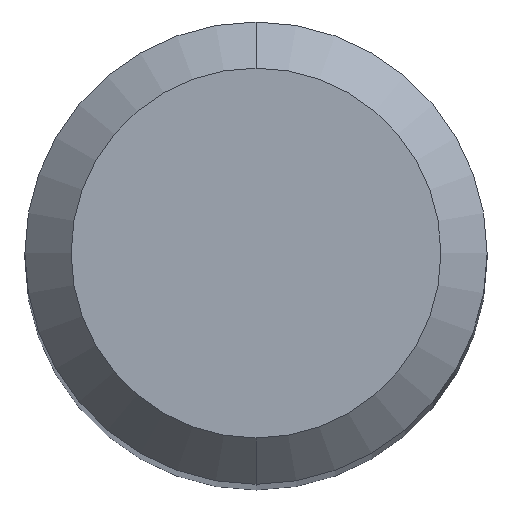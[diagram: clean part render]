
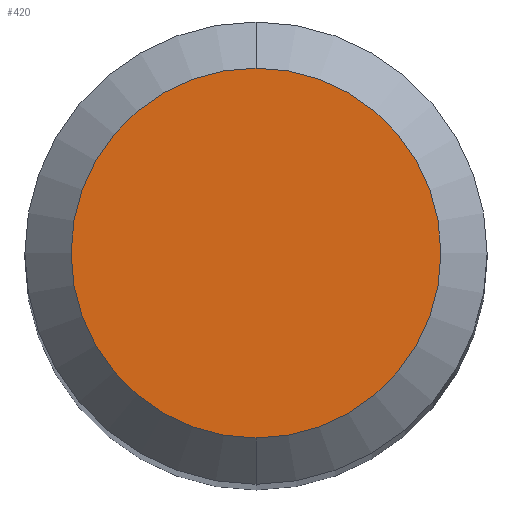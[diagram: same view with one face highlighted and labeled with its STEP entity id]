
A CAD part, top view. The second image highlights one B-rep face of the part: STEP entity #420.
In plain terms, the highlighted planar face has unit normal (0, 0, 1).
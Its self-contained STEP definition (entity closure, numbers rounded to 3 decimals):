
#1 = DIRECTION ( 'NONE',  ( 0., 1., 0. ) ) ;
#31 = AXIS2_PLACEMENT_3D ( 'NONE', #659, #291, #508 ) ;
#35 = CARTESIAN_POINT ( 'NONE',  ( 0., 0., 38. ) ) ;
#46 = AXIS2_PLACEMENT_3D ( 'NONE', #637, #542, #1 ) ;
#63 = CIRCLE ( 'NONE', #31, 1.6 ) ;
#89 = ORIENTED_EDGE ( 'NONE', *, *, #166, .F. ) ;
#166 = EDGE_CURVE ( 'NONE', #548, #574, #553, .T. ) ;
#206 = EDGE_CURVE ( 'NONE', #574, #548, #63, .T. ) ;
#262 = EDGE_LOOP ( 'NONE', ( #470, #89 ) ) ;
#272 = AXIS2_PLACEMENT_3D ( 'NONE', #35, #391, #663 ) ;
#291 = DIRECTION ( 'NONE',  ( 0., 0., -1. ) ) ;
#375 = CARTESIAN_POINT ( 'NONE',  ( 0., -1.6, 38. ) ) ;
#391 = DIRECTION ( 'NONE',  ( 0., 0., -1. ) ) ;
#420 = ADVANCED_FACE ( 'NONE', ( #529 ), #425, .F. ) ;
#425 = PLANE ( 'NONE',  #46 ) ;
#470 = ORIENTED_EDGE ( 'NONE', *, *, #206, .F. ) ;
#508 = DIRECTION ( 'NONE',  ( 0., 1., 0. ) ) ;
#529 = FACE_OUTER_BOUND ( 'NONE', #262, .T. ) ;
#542 = DIRECTION ( 'NONE',  ( 0., 0., -1. ) ) ;
#548 = VERTEX_POINT ( 'NONE', #375 ) ;
#553 = CIRCLE ( 'NONE', #272, 1.6 ) ;
#574 = VERTEX_POINT ( 'NONE', #600 ) ;
#600 = CARTESIAN_POINT ( 'NONE',  ( 0., 1.6, 38. ) ) ;
#637 = CARTESIAN_POINT ( 'NONE',  ( 0., 0., 38. ) ) ;
#659 = CARTESIAN_POINT ( 'NONE',  ( 0., 0., 38. ) ) ;
#663 = DIRECTION ( 'NONE',  ( 0., 1., 0. ) ) ;
